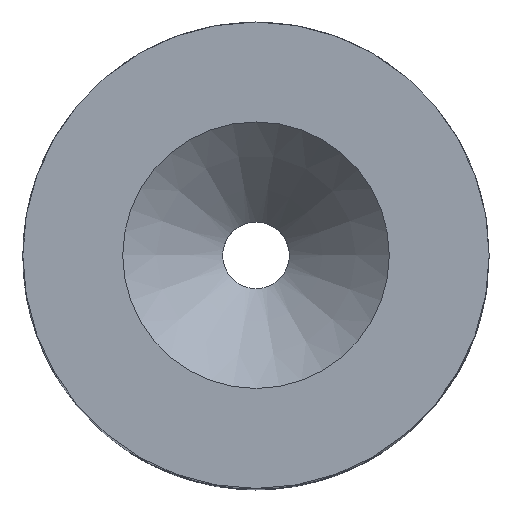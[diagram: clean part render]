
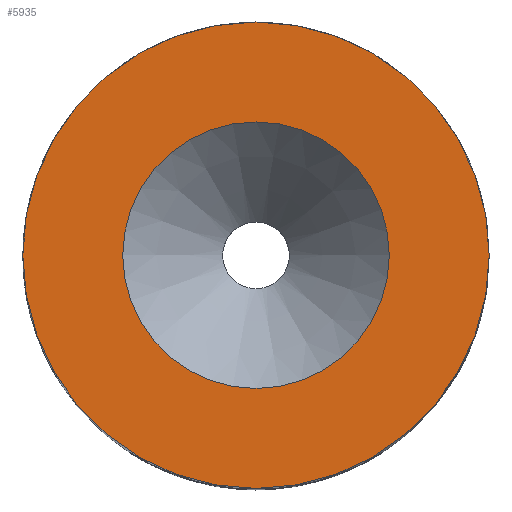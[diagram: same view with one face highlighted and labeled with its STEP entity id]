
A CAD part, top view. The second image highlights one B-rep face of the part: STEP entity #5935.
In plain terms, the highlighted planar face has unit normal (0, 0, 1).
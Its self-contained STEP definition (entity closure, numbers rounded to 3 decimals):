
#5892=CARTESIAN_POINT('',(4.0,0.,13.5));
#5893=VERTEX_POINT('',#5892);
#5894=CARTESIAN_POINT('',(0.0,0.0,13.5));
#5895=DIRECTION('',(0.0,0.0,1.0));
#5896=DIRECTION('',(-1.0,0.0,0.0));
#5897=AXIS2_PLACEMENT_3D('',#5894,#5895,#5896);
#5898=CIRCLE('',#5897,4.0);
#5899=EDGE_CURVE('',#5893,#5893,#5898,.T.);
#5916=CARTESIAN_POINT('',(0.0,0.0,13.5));
#5917=DIRECTION('',(0.0,0.0,-1.0));
#5918=DIRECTION('',(-1.0,0.0,0.0));
#5919=AXIS2_PLACEMENT_3D('',#5916,#5917,#5918);
#5920=PLANE('',#5919);
#5921=CARTESIAN_POINT('',(7.,0.,13.5));
#5922=VERTEX_POINT('',#5921);
#5923=CARTESIAN_POINT('',(0.0,0.0,13.5));
#5924=DIRECTION('',(0.0,0.0,-1.0));
#5925=DIRECTION('',(-1.0,0.0,0.0));
#5926=AXIS2_PLACEMENT_3D('',#5923,#5924,#5925);
#5927=CIRCLE('',#5926,7.);
#5928=EDGE_CURVE('',#5922,#5922,#5927,.T.);
#5929=ORIENTED_EDGE('',*,*,#5928,.F.);
#5930=EDGE_LOOP('',(#5929));
#5931=FACE_OUTER_BOUND('',#5930,.T.);
#5932=ORIENTED_EDGE('',*,*,#5899,.F.);
#5933=EDGE_LOOP('',(#5932));
#5934=FACE_BOUND('',#5933,.T.);
#5935=ADVANCED_FACE('',(#5931,#5934),#5920,.F.);
